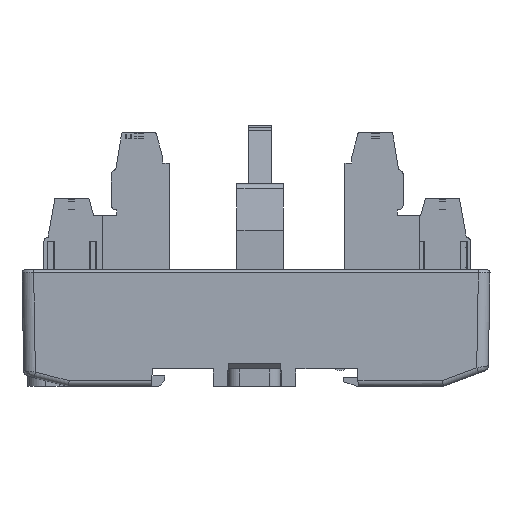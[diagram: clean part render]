
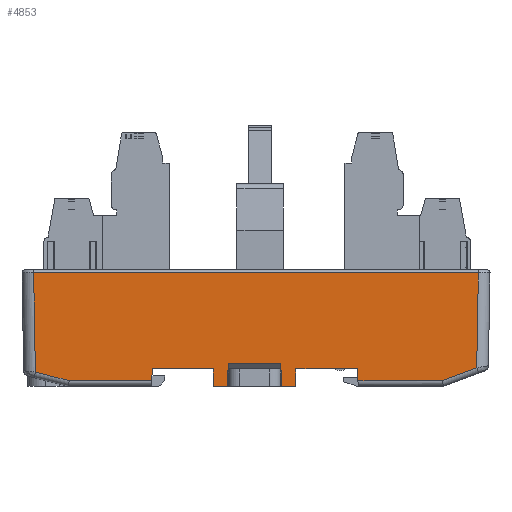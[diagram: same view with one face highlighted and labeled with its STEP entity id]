
A CAD part, left-side view. The second image highlights one B-rep face of the part: STEP entity #4853.
In plain terms, the highlighted planar face has unit normal (-1, 0, -0.018).
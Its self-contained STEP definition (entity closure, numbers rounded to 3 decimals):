
#2096=FACE_OUTER_BOUND('',#11048,.T.);
#4853=ADVANCED_FACE('',(#2096),#7712,.T.);
#7712=PLANE('',#53217);
#11048=EDGE_LOOP('',(#25805,#25806,#25807,#25808,#25809,#25810,#25811,#25812,
#25813,#25814,#25815,#25816,#25817,#25818,#25819,#25820,#25821,#25822));
#14442=LINE('',#70765,#20029);
#14450=LINE('',#70785,#20037);
#14510=LINE('',#70917,#20097);
#14536=LINE('',#70988,#20123);
#14537=LINE('',#70990,#20124);
#14538=LINE('',#70992,#20125);
#14539=LINE('',#70994,#20126);
#14540=LINE('',#70996,#20127);
#14541=LINE('',#70997,#20128);
#14542=LINE('',#70999,#20129);
#14543=LINE('',#71001,#20130);
#14544=LINE('',#71003,#20131);
#14545=LINE('',#71005,#20132);
#14546=LINE('',#71007,#20133);
#14547=LINE('',#71009,#20134);
#14548=LINE('',#71010,#20135);
#14549=LINE('',#71012,#20136);
#14550=LINE('',#71014,#20137);
#20029=VECTOR('',#57205,1.);
#20037=VECTOR('',#57217,1.);
#20097=VECTOR('',#57301,1.);
#20123=VECTOR('',#57357,1.);
#20124=VECTOR('',#57358,1.);
#20125=VECTOR('',#57359,1.);
#20126=VECTOR('',#57360,1.);
#20127=VECTOR('',#57361,1.);
#20128=VECTOR('',#57362,1.);
#20129=VECTOR('',#57363,1.);
#20130=VECTOR('',#57364,1.);
#20131=VECTOR('',#57365,1.);
#20132=VECTOR('',#57366,1.);
#20133=VECTOR('',#57367,1.);
#20134=VECTOR('',#57368,1.);
#20135=VECTOR('',#57369,1.);
#20136=VECTOR('',#57370,1.);
#20137=VECTOR('',#57371,1.);
#25805=ORIENTED_EDGE('',*,*,#45276,.T.);
#25806=ORIENTED_EDGE('',*,*,#45240,.T.);
#25807=ORIENTED_EDGE('',*,*,#45277,.T.);
#25808=ORIENTED_EDGE('',*,*,#45278,.T.);
#25809=ORIENTED_EDGE('',*,*,#45279,.T.);
#25810=ORIENTED_EDGE('',*,*,#45280,.T.);
#25811=ORIENTED_EDGE('',*,*,#45175,.T.);
#25812=ORIENTED_EDGE('',*,*,#45281,.F.);
#25813=ORIENTED_EDGE('',*,*,#45282,.T.);
#25814=ORIENTED_EDGE('',*,*,#45283,.F.);
#25815=ORIENTED_EDGE('',*,*,#45284,.T.);
#25816=ORIENTED_EDGE('',*,*,#45285,.F.);
#25817=ORIENTED_EDGE('',*,*,#45286,.T.);
#25818=ORIENTED_EDGE('',*,*,#45287,.T.);
#25819=ORIENTED_EDGE('',*,*,#45165,.T.);
#25820=ORIENTED_EDGE('',*,*,#45288,.T.);
#25821=ORIENTED_EDGE('',*,*,#45289,.T.);
#25822=ORIENTED_EDGE('',*,*,#45290,.T.);
#40296=VERTEX_POINT('',#70733);
#40312=VERTEX_POINT('',#70764);
#40313=VERTEX_POINT('',#70766);
#40322=VERTEX_POINT('',#70784);
#40383=VERTEX_POINT('',#70918);
#40384=VERTEX_POINT('',#70919);
#40413=VERTEX_POINT('',#70989);
#40414=VERTEX_POINT('',#70991);
#40415=VERTEX_POINT('',#70993);
#40416=VERTEX_POINT('',#70995);
#40417=VERTEX_POINT('',#70998);
#40418=VERTEX_POINT('',#71000);
#40419=VERTEX_POINT('',#71002);
#40420=VERTEX_POINT('',#71004);
#40421=VERTEX_POINT('',#71006);
#40422=VERTEX_POINT('',#71008);
#40423=VERTEX_POINT('',#71011);
#40424=VERTEX_POINT('',#71013);
#45165=EDGE_CURVE('',#40313,#40312,#14442,.T.);
#45175=EDGE_CURVE('',#40296,#40322,#14450,.T.);
#45240=EDGE_CURVE('',#40383,#40384,#14510,.T.);
#45276=EDGE_CURVE('',#40413,#40383,#14536,.T.);
#45277=EDGE_CURVE('',#40384,#40414,#14537,.T.);
#45278=EDGE_CURVE('',#40414,#40415,#14538,.T.);
#45279=EDGE_CURVE('',#40415,#40416,#14539,.T.);
#45280=EDGE_CURVE('',#40416,#40296,#14540,.T.);
#45281=EDGE_CURVE('',#40417,#40322,#14541,.T.);
#45282=EDGE_CURVE('',#40417,#40418,#14542,.T.);
#45283=EDGE_CURVE('',#40419,#40418,#14543,.T.);
#45284=EDGE_CURVE('',#40419,#40420,#14544,.T.);
#45285=EDGE_CURVE('',#40421,#40420,#14545,.T.);
#45286=EDGE_CURVE('',#40421,#40422,#14546,.T.);
#45287=EDGE_CURVE('',#40422,#40313,#14547,.T.);
#45288=EDGE_CURVE('',#40312,#40423,#14548,.T.);
#45289=EDGE_CURVE('',#40423,#40424,#14549,.T.);
#45290=EDGE_CURVE('',#40424,#40413,#14550,.T.);
#53217=AXIS2_PLACEMENT_3D('',#71015,#57372,#57373);
#57205=DIRECTION('',(0.,-1.,0.));
#57217=DIRECTION('',(0.,-1.,0.));
#57301=DIRECTION('',(0.,1.,0.));
#57357=DIRECTION('',(-0.017,-0.017,1.));
#57358=DIRECTION('',(0.017,-0.017,-1.));
#57359=DIRECTION('',(0.004,-0.97,-0.243));
#57360=DIRECTION('',(0.,-1.,0.));
#57361=DIRECTION('',(-0.017,-0.017,1.));
#57362=DIRECTION('',(-0.017,0.035,0.999));
#57363=DIRECTION('',(0.,-1.,0.));
#57364=DIRECTION('',(0.017,0.035,-0.999));
#57365=DIRECTION('',(0.,-1.,0.));
#57366=DIRECTION('',(-0.017,0.035,0.999));
#57367=DIRECTION('',(0.,-1.,0.));
#57368=DIRECTION('',(-0.017,-0.035,0.999));
#57369=DIRECTION('',(0.017,-0.017,-1.));
#57370=DIRECTION('',(0.,-1.,0.));
#57371=DIRECTION('',(-0.006,-0.936,0.351));
#57372=DIRECTION('',(-1.,0.,-0.017));
#57373=DIRECTION('',(-0.017,0.,1.));
#70733=CARTESIAN_POINT('',(-69.065,58.049,-16.488));
#70764=CARTESIAN_POINT('',(-69.065,22.718,-16.488));
#70765=CARTESIAN_POINT('',(-69.065,40.2,-16.488));
#70766=CARTESIAN_POINT('',(-69.065,33.354,-16.488));
#70784=CARTESIAN_POINT('',(-69.065,47.563,-16.488));
#70785=CARTESIAN_POINT('',(-69.065,40.2,-16.488));
#70917=CARTESIAN_POINT('',(-69.353,40.2,0.));
#70918=CARTESIAN_POINT('',(-69.353,2.,0.));
#70919=CARTESIAN_POINT('',(-69.353,78.401,0.));
#70988=CARTESIAN_POINT('',(-69.351,2.002,-0.152));
#70989=CARTESIAN_POINT('',(-69.069,2.284,-16.297));
#70990=CARTESIAN_POINT('',(-69.047,78.095,-17.532));
#70991=CARTESIAN_POINT('',(-69.056,78.103,-17.051));
#70992=CARTESIAN_POINT('',(-68.918,46.565,-24.935));
#70993=CARTESIAN_POINT('',(-69.03,72.286,-18.505));
#70994=CARTESIAN_POINT('',(-69.03,40.2,-18.505));
#70995=CARTESIAN_POINT('',(-69.03,58.084,-18.505));
#70996=CARTESIAN_POINT('',(-69.368,57.747,0.821));
#70997=CARTESIAN_POINT('',(-69.357,48.147,0.238));
#70998=CARTESIAN_POINT('',(-69.013,47.458,-19.488));
#70999=CARTESIAN_POINT('',(-69.013,40.2,-19.488));
#71000=CARTESIAN_POINT('',(-69.013,45.113,-19.488));
#71001=CARTESIAN_POINT('',(-69.055,45.03,-17.115));
#71002=CARTESIAN_POINT('',(-69.083,44.974,-15.493));
#71003=CARTESIAN_POINT('',(-69.083,40.2,-15.493));
#71004=CARTESIAN_POINT('',(-69.083,35.943,-15.493));
#71005=CARTESIAN_POINT('',(-69.055,35.886,-17.115));
#71006=CARTESIAN_POINT('',(-69.013,35.804,-19.488));
#71007=CARTESIAN_POINT('',(-69.013,40.2,-19.488));
#71008=CARTESIAN_POINT('',(-69.013,33.458,-19.488));
#71009=CARTESIAN_POINT('',(-69.01,33.464,-19.663));
#71010=CARTESIAN_POINT('',(-69.055,22.707,-17.116));
#71011=CARTESIAN_POINT('',(-69.03,22.682,-18.505));
#71012=CARTESIAN_POINT('',(-69.03,40.2,-18.505));
#71013=CARTESIAN_POINT('',(-69.03,8.172,-18.505));
#71014=CARTESIAN_POINT('',(-68.887,29.996,-26.689));
#71015=CARTESIAN_POINT('',(-69.362,40.2,0.515));
